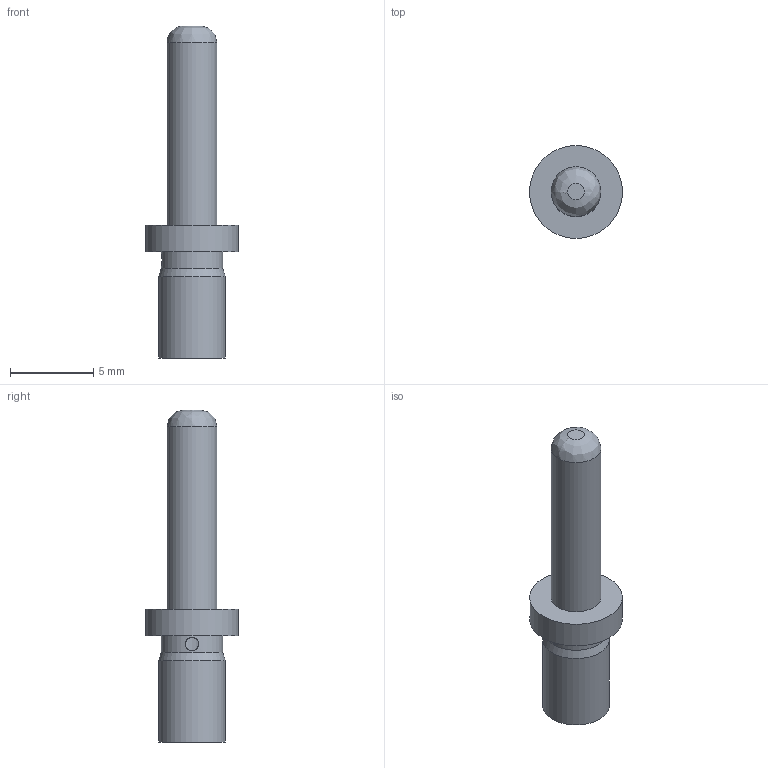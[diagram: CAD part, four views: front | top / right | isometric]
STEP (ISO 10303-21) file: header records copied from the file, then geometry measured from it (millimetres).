
FILE_DESCRIPTION(/* description */ (''),/* implementation_level */ '2;1');
FILE_NAME(/* name */ 'FM10S-020-4-01_1010090000007.stp',/* time_stamp */ '2023-07-31T14:44:54+08:00',/* author */ (''),/* organization */ (''),/* preprocessor_version */ 'ST-DEVELOPER v11',/* originating_system */ 'SIEMENS PLM Software NX 7.5',/* authorisation */ '');
FILE_SCHEMA (('CONFIG_CONTROL_DESIGN'));
Length unit declared in the file: millimetre
Products named in the file (1): 20A(4+2+12)
Bounding box: 5.6 x 5.6 x 20 mm (x, y, z)
Volume: 154.1 mm3; surface area: 326.1 mm2
Topology: 1 solids, 1 shells, 14 faces, 27 edges, 17 vertices
Faces by surface type: cylinder 6, plane 4, cone 3, bspline 1
Full cylindrical faces by diameter (mm): 0.8 x1, 2.9 x1, 3 x1, 3.7 x1, 4 x1, 5.6 x1
Entity records: 515 total; most frequent: CARTESIAN_POINT 191, DIRECTION 52, FACE_BOUND 28, EDGE_LOOP 28, ORIENTED_EDGE 28, AXIS2_PLACEMENT_3D 26, VERTEX_POINT 15, ADVANCED_FACE 14
